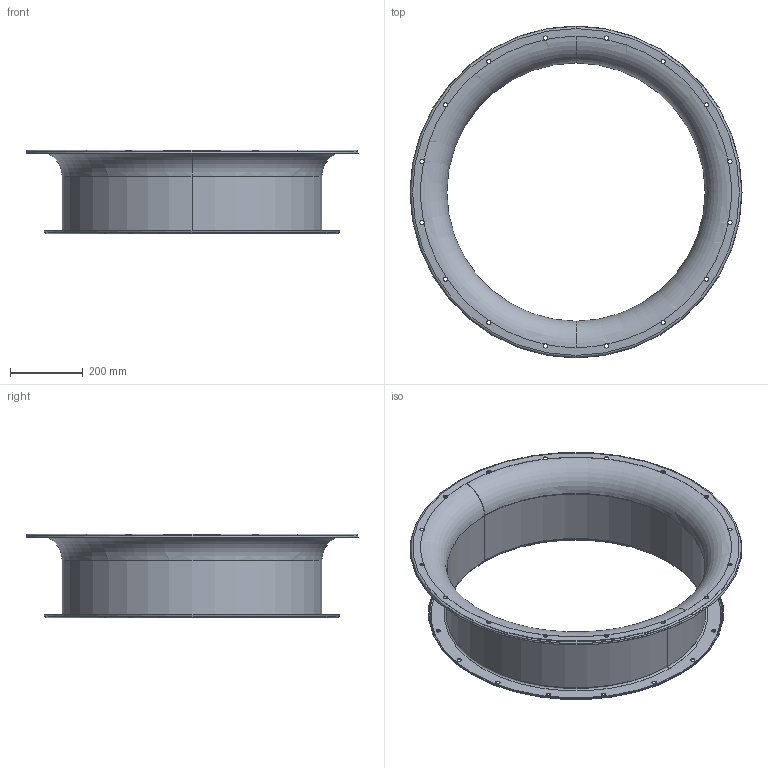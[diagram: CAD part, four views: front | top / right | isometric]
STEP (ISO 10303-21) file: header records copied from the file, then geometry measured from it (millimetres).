
FILE_DESCRIPTION (( 'STEP AP203' ), '1' );
FILE_NAME ('5BO9671 CCbo 71.STEP', '2022-02-24T14:58:45', ( '' ), ( '' ), 'SwSTEP 2.0', 'SolidWorks 2018', '' );
FILE_SCHEMA (( 'CONFIG_CONTROL_DESIGN' ));
Length unit declared in the file: millimetre
Products named in the file (1): 5BO9671 CCbo 71
Bounding box: 910 x 910 x 230 mm (x, y, z)
Volume: 1652210.4 mm3; surface area: 1665401 mm2
Topology: 1 solids, 1 shells, 100 faces, 360 edges, 232 vertices
Faces by surface type: cylinder 68, torus 16, cone 12, plane 4
Entity records: 4779 total; most frequent: CARTESIAN_POINT 1395, DIRECTION 746, ORIENTED_EDGE 720, EDGE_CURVE 360, AXIS2_PLACEMENT_3D 333, CIRCLE 232, VERTEX_POINT 232, EDGE_LOOP 136
